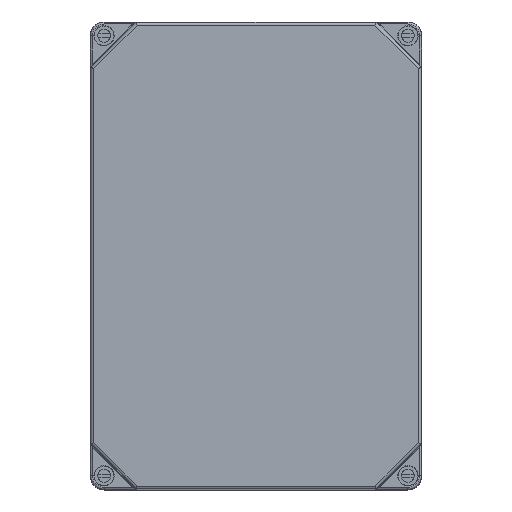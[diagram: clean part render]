
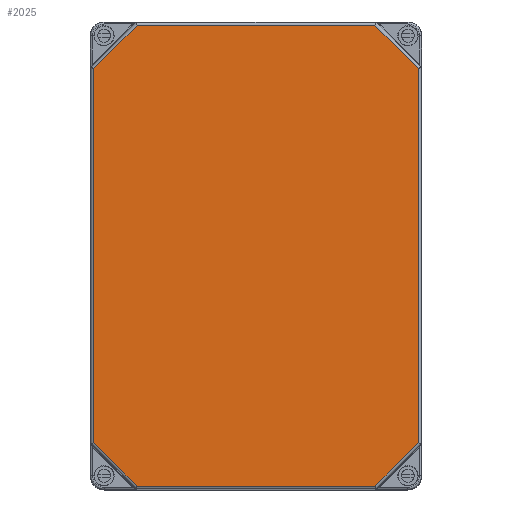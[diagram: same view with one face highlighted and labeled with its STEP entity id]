
A CAD part, top view. The second image highlights one B-rep face of the part: STEP entity #2025.
In plain terms, the highlighted planar face has unit normal (0, 0, 1).
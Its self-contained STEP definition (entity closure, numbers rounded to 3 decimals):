
#2025 = ADVANCED_FACE( '', ( #4399 ), #4400, .T. );
#4399 = FACE_OUTER_BOUND( '', #7064, .T. );
#4400 = PLANE( '', #7065 );
#7064 = EDGE_LOOP( '', ( #12425, #12426, #12427, #12428, #12429, #12430, #12431, #12432 ) );
#7065 = AXIS2_PLACEMENT_3D( '', #12433, #12434, #12435 );
#12425 = ORIENTED_EDGE( '', *, *, #15027, .T. );
#12426 = ORIENTED_EDGE( '', *, *, #15704, .F. );
#12427 = ORIENTED_EDGE( '', *, *, #14735, .T. );
#12428 = ORIENTED_EDGE( '', *, *, #16378, .F. );
#12429 = ORIENTED_EDGE( '', *, *, #16014, .T. );
#12430 = ORIENTED_EDGE( '', *, *, #15809, .T. );
#12431 = ORIENTED_EDGE( '', *, *, #16558, .T. );
#12432 = ORIENTED_EDGE( '', *, *, #14563, .T. );
#12433 = CARTESIAN_POINT( '', ( 0., 0., 92.5 ) );
#12434 = DIRECTION( '', ( 0., 0., 1. ) );
#12435 = DIRECTION( '', ( 1., 0., 0. ) );
#14563 = EDGE_CURVE( '', #17173, #17171, #17174, .T. );
#14735 = EDGE_CURVE( '', #17473, #17474, #17475, .T. );
#15027 = EDGE_CURVE( '', #17171, #17972, #17974, .T. );
#15704 = EDGE_CURVE( '', #17473, #17972, #19054, .T. );
#15809 = EDGE_CURVE( '', #19213, #19211, #19214, .T. );
#16014 = EDGE_CURVE( '', #19516, #19213, #19517, .T. );
#16378 = EDGE_CURVE( '', #19516, #17474, #20013, .T. );
#16558 = EDGE_CURVE( '', #19211, #17173, #20231, .T. );
#17171 = VERTEX_POINT( '', #20984 );
#17173 = VERTEX_POINT( '', #20986 );
#17174 = LINE( '', #20987, #20988 );
#17473 = VERTEX_POINT( '', #21393 );
#17474 = VERTEX_POINT( '', #21394 );
#17475 = LINE( '', #21395, #21396 );
#17972 = VERTEX_POINT( '', #22097 );
#17974 = LINE( '', #22099, #22100 );
#19054 = LINE( '', #23543, #23544 );
#19211 = VERTEX_POINT( '', #23768 );
#19213 = VERTEX_POINT( '', #23770 );
#19214 = LINE( '', #23771, #23772 );
#19516 = VERTEX_POINT( '', #24174 );
#19517 = LINE( '', #24175, #24176 );
#20013 = LINE( '', #24821, #24822 );
#20231 = LINE( '', #25109, #25110 );
#20984 = CARTESIAN_POINT( '', ( -88.182, -101.546, 92.5 ) );
#20986 = CARTESIAN_POINT( '', ( -88.182, 101.546, 92.5 ) );
#20987 = CARTESIAN_POINT( '', ( -88.182, 150., 92.5 ) );
#20988 = VECTOR( '', #25824, 1000. );
#21393 = CARTESIAN_POINT( '', ( 64.546, -125.182, 92.5 ) );
#21394 = CARTESIAN_POINT( '', ( 88.182, -101.546, 92.5 ) );
#21395 = CARTESIAN_POINT( '', ( 58.686, -131.042, 92.5 ) );
#21396 = VECTOR( '', #26046, 1000. );
#22097 = CARTESIAN_POINT( '', ( -64.546, -125.182, 92.5 ) );
#22099 = CARTESIAN_POINT( '', ( -94.042, -95.686, 92.5 ) );
#22100 = VECTOR( '', #26425, 1000. );
#23543 = CARTESIAN_POINT( '', ( 100., -125.182, 92.5 ) );
#23544 = VECTOR( '', #27377, 1000. );
#23768 = CARTESIAN_POINT( '', ( -64.546, 125.182, 92.5 ) );
#23770 = CARTESIAN_POINT( '', ( 64.546, 125.182, 92.5 ) );
#23771 = CARTESIAN_POINT( '', ( 100., 125.182, 92.5 ) );
#23772 = VECTOR( '', #27486, 1000. );
#24174 = CARTESIAN_POINT( '', ( 88.182, 101.546, 92.5 ) );
#24175 = CARTESIAN_POINT( '', ( 94.042, 95.686, 92.5 ) );
#24176 = VECTOR( '', #27743, 1000. );
#24821 = CARTESIAN_POINT( '', ( 88.182, 150., 92.5 ) );
#24822 = VECTOR( '', #28168, 1000. );
#25109 = CARTESIAN_POINT( '', ( -58.686, 131.042, 92.5 ) );
#25110 = VECTOR( '', #28361, 1000. );
#25824 = DIRECTION( '', ( 0., -1., 0. ) );
#26046 = DIRECTION( '', ( 0.707, 0.707, 0. ) );
#26425 = DIRECTION( '', ( 0.707, -0.707, 0. ) );
#27377 = DIRECTION( '', ( -1., 0., 0. ) );
#27486 = DIRECTION( '', ( -1., 0., 0. ) );
#27743 = DIRECTION( '', ( -0.707, 0.707, 0. ) );
#28168 = DIRECTION( '', ( 0., -1., 0. ) );
#28361 = DIRECTION( '', ( -0.707, -0.707, 0. ) );
